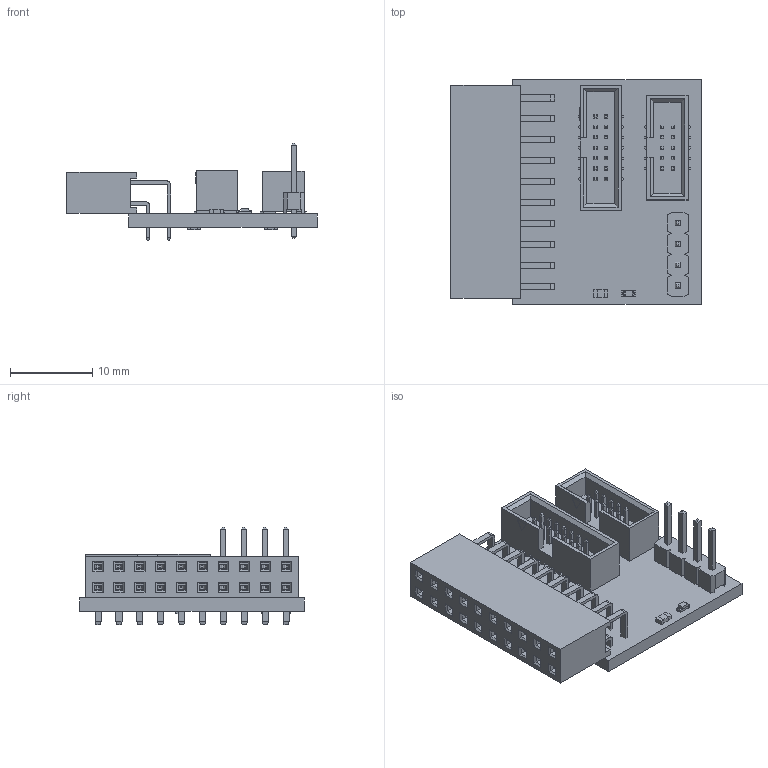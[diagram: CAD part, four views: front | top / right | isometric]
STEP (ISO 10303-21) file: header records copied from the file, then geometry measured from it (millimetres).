
FILE_DESCRIPTION(('Open CASCADE Model'),'2;1');
FILE_NAME('Open CASCADE Shape Model','2023-02-17T19:58:13',('Author'),( 'Open CASCADE'),'Open CASCADE STEP processor 6.8','Open CASCADE 6.8' ,'Unknown');
FILE_SCHEMA(('AUTOMOTIVE_DESIGN { 1 0 10303 214 1 1 1 1 }'));
Length unit declared in the file: millimetre
Products named in the file (27): PCB; Board; R1; RESC1608X55N; 5V; 0603_LED; JLINK; 613020243121; 6130xx243121_PIN; 6130xx243121_PIN_G; JM1; 0603_SMD_Resistor; JM2; JM3; VCP; 61300411121; 6130xx11121_PIN; SWD_VCP; 62731420621; 62701420621; 6270xx20621_PIN; SWD/JTAG9; 62701020621
Assembly tree (71 placements, depth 4):
  PCB
    Board
    R1
      RESC1608X55N
    5V
      0603_LED
    JLINK
      613020243121
        613020243121
        6130xx243121_PIN  x10
        6130xx243121_PIN_G  x10
    JM1
      0603_SMD_Resistor
    JM2
      0603_SMD_Resistor
    JM3
      0603_SMD_Resistor
    VCP
      61300411121
        6130xx11121_PIN  x4
        61300411121
    SWD_VCP
      62731420621
        62701420621
        6270xx20621_PIN  x14
    SWD/JTAG9
      62701020621
        62701020621
        6270xx20621_PIN  x10
Bounding box: 30.42 x 27.3 x 11.82 mm (x, y, z)
Volume: 2491.3 mm3; surface area: 5366.1 mm2
Topology: 64 solids, 64 shells, 2152 faces, 5557 edges, 3502 vertices
Faces by surface type: plane 1777, cylinder 194, bspline 157, sphere 24
Entity records: 35810 total; most frequent: CARTESIAN_POINT 7722, ORIENTED_EDGE 5314, DIRECTION 4649, EDGE_CURVE 2657, LINE 2503, VECTOR 2503, VERTEX_POINT 1702, AXIS2_PLACEMENT_3D 1073
